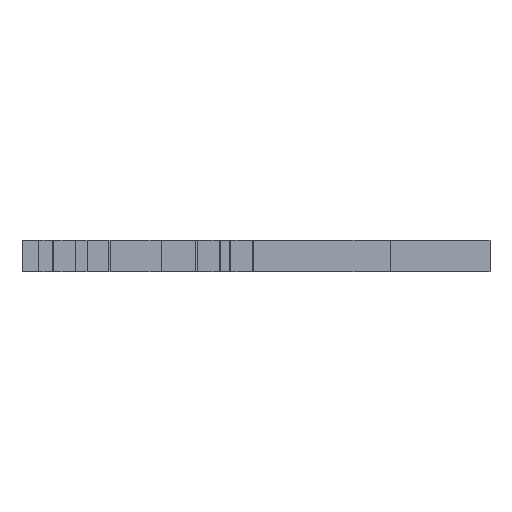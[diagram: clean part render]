
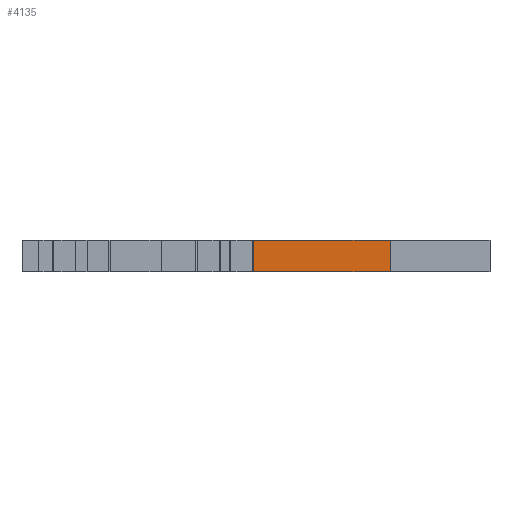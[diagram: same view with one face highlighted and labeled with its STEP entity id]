
A CAD part, left-side view. The second image highlights one B-rep face of the part: STEP entity #4135.
In plain terms, the highlighted planar face has unit normal (-1, 0, 0).
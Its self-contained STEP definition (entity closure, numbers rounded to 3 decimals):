
#83 = PLANE('',#84);
#84 = AXIS2_PLACEMENT_3D('',#85,#86,#87);
#85 = CARTESIAN_POINT('',(3.882,17.849,2.2));
#86 = DIRECTION('',(-0.,-0.,-1.));
#87 = DIRECTION('',(-1.,0.,0.));
#137 = PLANE('',#138);
#138 = AXIS2_PLACEMENT_3D('',#139,#140,#141);
#139 = CARTESIAN_POINT('',(3.882,17.849,0.));
#140 = DIRECTION('',(-0.,-0.,-1.));
#141 = DIRECTION('',(-1.,0.,0.));
#331 = VERTEX_POINT('',#332);
#332 = CARTESIAN_POINT('',(-11.452,6.882,0.));
#346 = PLANE('',#347);
#347 = AXIS2_PLACEMENT_3D('',#348,#349,#350);
#348 = CARTESIAN_POINT('',(0.048,6.882,0.));
#349 = DIRECTION('',(0.,-1.,0.));
#350 = DIRECTION('',(-1.,0.,0.));
#358 = EDGE_CURVE('',#331,#359,#361,.T.);
#359 = VERTEX_POINT('',#360);
#360 = CARTESIAN_POINT('',(-11.452,16.284,0.));
#361 = SURFACE_CURVE('',#362,(#366,#373),.PCURVE_S1.);
#362 = LINE('',#363,#364);
#363 = CARTESIAN_POINT('',(-11.452,6.882,0.));
#364 = VECTOR('',#365,1.);
#365 = DIRECTION('',(0.,1.,0.));
#366 = PCURVE('',#137,#367);
#367 = DEFINITIONAL_REPRESENTATION('',(#368),#372);
#368 = LINE('',#369,#370);
#369 = CARTESIAN_POINT('',(15.334,-10.967));
#370 = VECTOR('',#371,1.);
#371 = DIRECTION('',(0.,1.));
#372 = ( GEOMETRIC_REPRESENTATION_CONTEXT(2) 
PARAMETRIC_REPRESENTATION_CONTEXT() REPRESENTATION_CONTEXT('2D SPACE',''
  ) );
#373 = PCURVE('',#374,#379);
#374 = PLANE('',#375);
#375 = AXIS2_PLACEMENT_3D('',#376,#377,#378);
#376 = CARTESIAN_POINT('',(-11.452,6.882,0.));
#377 = DIRECTION('',(-1.,0.,0.));
#378 = DIRECTION('',(0.,1.,0.));
#379 = DEFINITIONAL_REPRESENTATION('',(#380),#384);
#380 = LINE('',#381,#382);
#381 = CARTESIAN_POINT('',(0.,0.));
#382 = VECTOR('',#383,1.);
#383 = DIRECTION('',(1.,0.));
#384 = ( GEOMETRIC_REPRESENTATION_CONTEXT(2) 
PARAMETRIC_REPRESENTATION_CONTEXT() REPRESENTATION_CONTEXT('2D SPACE',''
  ) );
#402 = PLANE('',#403);
#403 = AXIS2_PLACEMENT_3D('',#404,#405,#406);
#404 = CARTESIAN_POINT('',(-11.452,16.284,0.));
#405 = DIRECTION('',(0.,-1.,0.));
#406 = DIRECTION('',(-1.,0.,0.));
#1876 = VERTEX_POINT('',#1877);
#1877 = CARTESIAN_POINT('',(-11.452,6.882,2.2));
#1898 = EDGE_CURVE('',#1876,#1899,#1901,.T.);
#1899 = VERTEX_POINT('',#1900);
#1900 = CARTESIAN_POINT('',(-11.452,16.284,2.2));
#1901 = SURFACE_CURVE('',#1902,(#1906,#1913),.PCURVE_S1.);
#1902 = LINE('',#1903,#1904);
#1903 = CARTESIAN_POINT('',(-11.452,6.882,2.2));
#1904 = VECTOR('',#1905,1.);
#1905 = DIRECTION('',(0.,1.,0.));
#1906 = PCURVE('',#83,#1907);
#1907 = DEFINITIONAL_REPRESENTATION('',(#1908),#1912);
#1908 = LINE('',#1909,#1910);
#1909 = CARTESIAN_POINT('',(15.334,-10.967));
#1910 = VECTOR('',#1911,1.);
#1911 = DIRECTION('',(0.,1.));
#1912 = ( GEOMETRIC_REPRESENTATION_CONTEXT(2) 
PARAMETRIC_REPRESENTATION_CONTEXT() REPRESENTATION_CONTEXT('2D SPACE',''
  ) );
#1913 = PCURVE('',#374,#1914);
#1914 = DEFINITIONAL_REPRESENTATION('',(#1915),#1919);
#1915 = LINE('',#1916,#1917);
#1916 = CARTESIAN_POINT('',(0.,-2.2));
#1917 = VECTOR('',#1918,1.);
#1918 = DIRECTION('',(1.,0.));
#1919 = ( GEOMETRIC_REPRESENTATION_CONTEXT(2) 
PARAMETRIC_REPRESENTATION_CONTEXT() REPRESENTATION_CONTEXT('2D SPACE',''
  ) );
#4112 = EDGE_CURVE('',#359,#1899,#4113,.T.);
#4113 = SURFACE_CURVE('',#4114,(#4118,#4125),.PCURVE_S1.);
#4114 = LINE('',#4115,#4116);
#4115 = CARTESIAN_POINT('',(-11.452,16.284,0.));
#4116 = VECTOR('',#4117,1.);
#4117 = DIRECTION('',(0.,0.,1.));
#4118 = PCURVE('',#402,#4119);
#4119 = DEFINITIONAL_REPRESENTATION('',(#4120),#4124);
#4120 = LINE('',#4121,#4122);
#4121 = CARTESIAN_POINT('',(0.,-0.));
#4122 = VECTOR('',#4123,1.);
#4123 = DIRECTION('',(0.,-1.));
#4124 = ( GEOMETRIC_REPRESENTATION_CONTEXT(2) 
PARAMETRIC_REPRESENTATION_CONTEXT() REPRESENTATION_CONTEXT('2D SPACE',''
  ) );
#4125 = PCURVE('',#374,#4126);
#4126 = DEFINITIONAL_REPRESENTATION('',(#4127),#4131);
#4127 = LINE('',#4128,#4129);
#4128 = CARTESIAN_POINT('',(9.402,0.));
#4129 = VECTOR('',#4130,1.);
#4130 = DIRECTION('',(0.,-1.));
#4131 = ( GEOMETRIC_REPRESENTATION_CONTEXT(2) 
PARAMETRIC_REPRESENTATION_CONTEXT() REPRESENTATION_CONTEXT('2D SPACE',''
  ) );
#4135 = ADVANCED_FACE('',(#4136),#374,.T.);
#4136 = FACE_BOUND('',#4137,.T.);
#4137 = EDGE_LOOP('',(#4138,#4159,#4160,#4161));
#4138 = ORIENTED_EDGE('',*,*,#4139,.T.);
#4139 = EDGE_CURVE('',#331,#1876,#4140,.T.);
#4140 = SURFACE_CURVE('',#4141,(#4145,#4152),.PCURVE_S1.);
#4141 = LINE('',#4142,#4143);
#4142 = CARTESIAN_POINT('',(-11.452,6.882,0.));
#4143 = VECTOR('',#4144,1.);
#4144 = DIRECTION('',(0.,0.,1.));
#4145 = PCURVE('',#374,#4146);
#4146 = DEFINITIONAL_REPRESENTATION('',(#4147),#4151);
#4147 = LINE('',#4148,#4149);
#4148 = CARTESIAN_POINT('',(0.,0.));
#4149 = VECTOR('',#4150,1.);
#4150 = DIRECTION('',(0.,-1.));
#4151 = ( GEOMETRIC_REPRESENTATION_CONTEXT(2) 
PARAMETRIC_REPRESENTATION_CONTEXT() REPRESENTATION_CONTEXT('2D SPACE',''
  ) );
#4152 = PCURVE('',#346,#4153);
#4153 = DEFINITIONAL_REPRESENTATION('',(#4154),#4158);
#4154 = LINE('',#4155,#4156);
#4155 = CARTESIAN_POINT('',(11.5,0.));
#4156 = VECTOR('',#4157,1.);
#4157 = DIRECTION('',(0.,-1.));
#4158 = ( GEOMETRIC_REPRESENTATION_CONTEXT(2) 
PARAMETRIC_REPRESENTATION_CONTEXT() REPRESENTATION_CONTEXT('2D SPACE',''
  ) );
#4159 = ORIENTED_EDGE('',*,*,#1898,.T.);
#4160 = ORIENTED_EDGE('',*,*,#4112,.F.);
#4161 = ORIENTED_EDGE('',*,*,#358,.F.);
